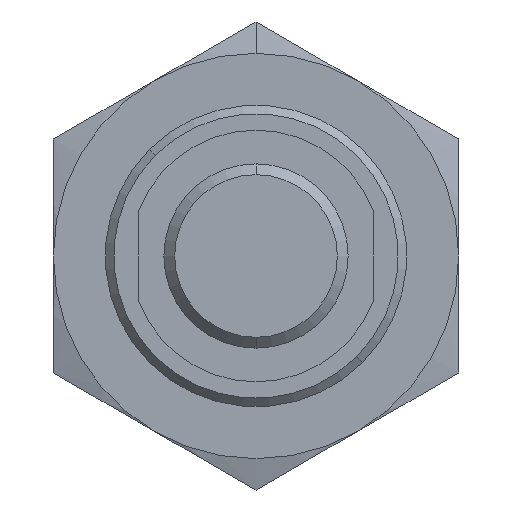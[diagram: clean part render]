
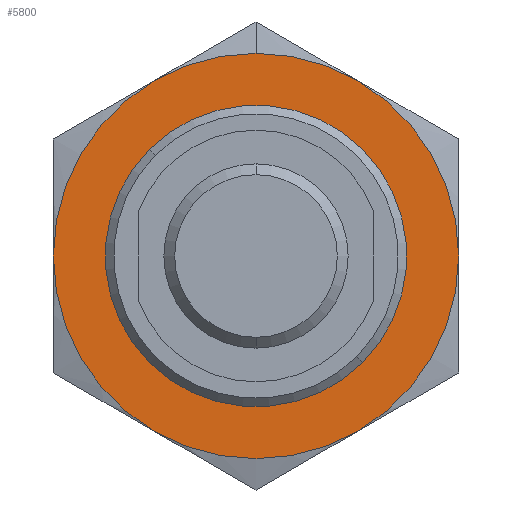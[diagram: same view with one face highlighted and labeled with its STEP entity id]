
A CAD part, front view. The second image highlights one B-rep face of the part: STEP entity #5800.
In plain terms, the highlighted planar face has unit normal (0, -1, 0).
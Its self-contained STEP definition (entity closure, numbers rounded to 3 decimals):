
#27 = CARTESIAN_POINT ( 'NONE',  ( 0., 15.8, 0. ) ) ;
#254 = DIRECTION ( 'NONE',  ( 0., -1., 0. ) ) ;
#299 = VERTEX_POINT ( 'NONE', #4237 ) ;
#302 = ORIENTED_EDGE ( 'NONE', *, *, #1256, .T. ) ;
#419 = FACE_OUTER_BOUND ( 'NONE', #3328, .T. ) ;
#424 = DIRECTION ( 'NONE',  ( 0., 1., 0. ) ) ;
#453 = CIRCLE ( 'NONE', #3468, 12. ) ;
#506 = CIRCLE ( 'NONE', #1327, 12. ) ;
#549 = CARTESIAN_POINT ( 'NONE',  ( 0., 15.8, 0. ) ) ;
#574 = DIRECTION ( 'NONE',  ( 0., 0., -1. ) ) ;
#594 = DIRECTION ( 'NONE',  ( 0., -1., 0. ) ) ;
#737 = ORIENTED_EDGE ( 'NONE', *, *, #5038, .T. ) ;
#977 = CARTESIAN_POINT ( 'NONE',  ( 6., 15.8, 10.392 ) ) ;
#1045 = CARTESIAN_POINT ( 'NONE',  ( 0., 15.8, 0. ) ) ;
#1081 = AXIS2_PLACEMENT_3D ( 'NONE', #7211, #3658, #7146 ) ;
#1244 = ORIENTED_EDGE ( 'NONE', *, *, #7086, .T. ) ;
#1256 = EDGE_CURVE ( 'Defeature ausgef�hrt2_0+Defeature ausgef�hrt2_11+Defeature ausgef�hrt2_12+Defeature ausgef�hrt2_10', #6444, #6594, #2568, .T. ) ;
#1327 = AXIS2_PLACEMENT_3D ( 'NONE', #1045, #2261, #2207 ) ;
#1348 = ORIENTED_EDGE ( 'NONE', *, *, #2195, .T. ) ;
#1415 = AXIS2_PLACEMENT_3D ( 'NONE', #27, #4056, #4609 ) ;
#1425 = DIRECTION ( 'NONE',  ( 0., 0., -1. ) ) ;
#1451 = VERTEX_POINT ( 'NONE', #4653 ) ;
#1529 = DIRECTION ( 'NONE',  ( 0., 0., -1. ) ) ;
#1637 = CARTESIAN_POINT ( 'NONE',  ( 6., 15.8, -10.392 ) ) ;
#1731 = VERTEX_POINT ( 'NONE', #4982 ) ;
#1878 = VERTEX_POINT ( 'NONE', #4516 ) ;
#2007 = ORIENTED_EDGE ( 'NONE', *, *, #6236, .T. ) ;
#2042 = AXIS2_PLACEMENT_3D ( 'NONE', #5555, #254, #4270 ) ;
#2049 = AXIS2_PLACEMENT_3D ( 'NONE', #2334, #594, #5301 ) ;
#2106 = DIRECTION ( 'NONE',  ( 0., -1., 0. ) ) ;
#2153 = PLANE ( 'NONE',  #2456 ) ;
#2195 = EDGE_CURVE ( 'Defeature ausgef�hrt2_0+Defeature ausgef�hrt2_148+Defeature ausgef�hrt2_148+Defeature ausgef�hrt2_148', #299, #2885, #6302, .T. ) ;
#2207 = DIRECTION ( 'NONE',  ( 0., 0., -1. ) ) ;
#2261 = DIRECTION ( 'NONE',  ( 0., -1., 0. ) ) ;
#2274 = EDGE_LOOP ( 'NONE', ( #1244, #1348 ) ) ;
#2334 = CARTESIAN_POINT ( 'NONE',  ( 0., 15.8, 0. ) ) ;
#2357 = AXIS2_PLACEMENT_3D ( 'NONE', #549, #2883, #574 ) ;
#2385 = EDGE_CURVE ( 'Defeature ausgef�hrt2_0+Defeature ausgef�hrt2_10+Defeature ausgef�hrt2_11+Defeature ausgef�hrt2_9', #6594, #1731, #506, .T. ) ;
#2456 = AXIS2_PLACEMENT_3D ( 'NONE', #5556, #4445, #5602 ) ;
#2541 = DIRECTION ( 'NONE',  ( 0., 1., 0. ) ) ;
#2568 = CIRCLE ( 'NONE', #2042, 12. ) ;
#2883 = DIRECTION ( 'NONE',  ( 0., -1., 0. ) ) ;
#2885 = VERTEX_POINT ( 'NONE', #5133 ) ;
#2920 = ORIENTED_EDGE ( 'NONE', *, *, #5439, .T. ) ;
#3147 = CARTESIAN_POINT ( 'NONE',  ( 0., 15.8, 0. ) ) ;
#3328 = EDGE_LOOP ( 'NONE', ( #737, #7323, #3577, #2920, #302, #3556, #2007 ) ) ;
#3430 = EDGE_CURVE ( 'Defeature ausgef�hrt2_12+Defeature ausgef�hrt2_0+Defeature ausgef�hrt2_3+Defeature ausgef�hrt2_2', #5348, #1451, #453, .T. ) ;
#3468 = AXIS2_PLACEMENT_3D ( 'NONE', #7360, #424, #6151 ) ;
#3556 = ORIENTED_EDGE ( 'NONE', *, *, #2385, .T. ) ;
#3577 = ORIENTED_EDGE ( 'NONE', *, *, #3430, .F. ) ;
#3658 = DIRECTION ( 'NONE',  ( 0., 1., 0. ) ) ;
#4056 = DIRECTION ( 'NONE',  ( 0., -1., 0. ) ) ;
#4237 = CARTESIAN_POINT ( 'NONE',  ( -6.311, 15.8, 6.311 ) ) ;
#4270 = DIRECTION ( 'NONE',  ( 0., 0., -1. ) ) ;
#4445 = DIRECTION ( 'NONE',  ( 0., -1., 0. ) ) ;
#4474 = AXIS2_PLACEMENT_3D ( 'NONE', #5078, #2106, #1529 ) ;
#4483 = VERTEX_POINT ( 'NONE', #1637 ) ;
#4516 = CARTESIAN_POINT ( 'NONE',  ( -6., 15.8, -10.392 ) ) ;
#4581 = CARTESIAN_POINT ( 'NONE',  ( 0., 15.8, 12. ) ) ;
#4609 = DIRECTION ( 'NONE',  ( 0., 0., -1. ) ) ;
#4653 = CARTESIAN_POINT ( 'NONE',  ( 12., 15.8, 0. ) ) ;
#4982 = CARTESIAN_POINT ( 'NONE',  ( -12., 15.8, 0. ) ) ;
#5019 = CIRCLE ( 'NONE', #2049, 12. ) ;
#5038 = EDGE_CURVE ( 'Defeature ausgef�hrt2_0+Defeature ausgef�hrt2_8+Defeature ausgef�hrt2_9+Defeature ausgef�hrt2_13', #1878, #4483, #6765, .T. ) ;
#5078 = CARTESIAN_POINT ( 'NONE',  ( 0., 15.8, 0. ) ) ;
#5133 = CARTESIAN_POINT ( 'NONE',  ( 6.311, 15.8, -6.311 ) ) ;
#5301 = DIRECTION ( 'NONE',  ( 0., 0., -1. ) ) ;
#5348 = VERTEX_POINT ( 'NONE', #977 ) ;
#5439 = EDGE_CURVE ( 'Defeature ausgef�hrt2_0+Defeature ausgef�hrt2_11+Defeature ausgef�hrt2_12+Defeature ausgef�hrt2_10', #5348, #6444, #5494, .T. ) ;
#5494 = CIRCLE ( 'NONE', #1415, 12. ) ;
#5555 = CARTESIAN_POINT ( 'NONE',  ( 0., 15.8, 0. ) ) ;
#5556 = CARTESIAN_POINT ( 'NONE',  ( 0., 15.8, 0. ) ) ;
#5575 = FACE_BOUND ( 'NONE', #2274, .T. ) ;
#5602 = DIRECTION ( 'NONE',  ( 0., 0., -1. ) ) ;
#5800 = ADVANCED_FACE ( 'Defeature ausgef�hrt2_0', ( #5575, #419 ), #2153, .T. ) ;
#5950 = CARTESIAN_POINT ( 'NONE',  ( -6., 15.8, 10.392 ) ) ;
#6031 = CIRCLE ( 'NONE', #4474, 12. ) ;
#6040 = EDGE_CURVE ( 'Defeature ausgef�hrt2_0+Defeature ausgef�hrt2_13+Defeature ausgef�hrt2_8+Defeature ausgef�hrt2_12', #4483, #1451, #5019, .T. ) ;
#6151 = DIRECTION ( 'NONE',  ( 0., 0., 1. ) ) ;
#6236 = EDGE_CURVE ( 'Defeature ausgef�hrt2_0+Defeature ausgef�hrt2_9+Defeature ausgef�hrt2_10+Defeature ausgef�hrt2_8', #1731, #1878, #6031, .T. ) ;
#6302 = CIRCLE ( 'NONE', #1081, 8.925 ) ;
#6444 = VERTEX_POINT ( 'NONE', #4581 ) ;
#6594 = VERTEX_POINT ( 'NONE', #5950 ) ;
#6765 = CIRCLE ( 'NONE', #2357, 12. ) ;
#7052 = AXIS2_PLACEMENT_3D ( 'NONE', #3147, #2541, #1425 ) ;
#7086 = EDGE_CURVE ( 'Defeature ausgef�hrt2_0+Defeature ausgef�hrt2_148+Defeature ausgef�hrt2_148+Defeature ausgef�hrt2_148', #2885, #299, #7350, .T. ) ;
#7146 = DIRECTION ( 'NONE',  ( 0., 0., -1. ) ) ;
#7211 = CARTESIAN_POINT ( 'NONE',  ( 0., 15.8, 0. ) ) ;
#7323 = ORIENTED_EDGE ( 'NONE', *, *, #6040, .T. ) ;
#7350 = CIRCLE ( 'NONE', #7052, 8.925 ) ;
#7360 = CARTESIAN_POINT ( 'NONE',  ( 0., 15.8, 0. ) ) ;
